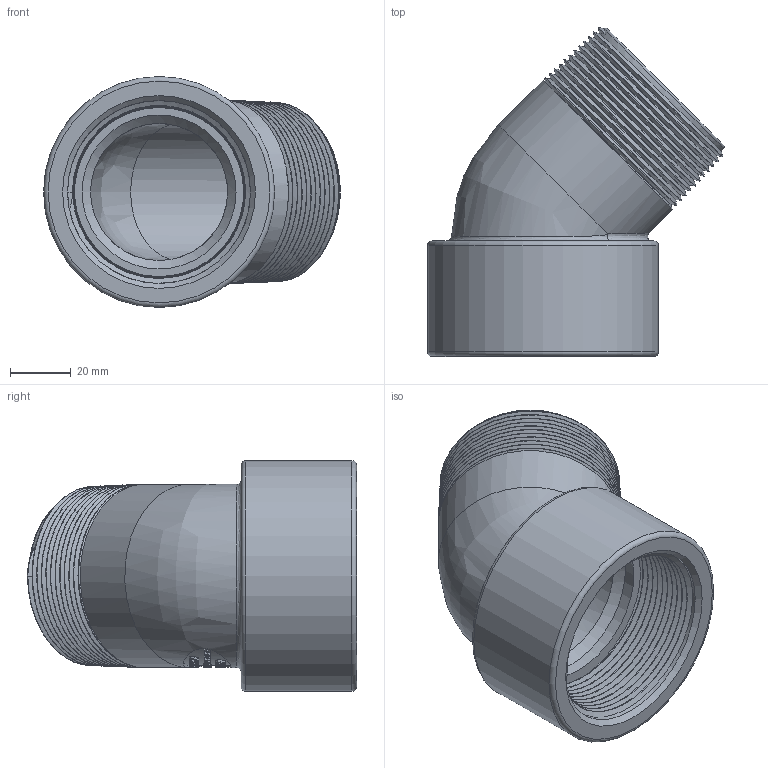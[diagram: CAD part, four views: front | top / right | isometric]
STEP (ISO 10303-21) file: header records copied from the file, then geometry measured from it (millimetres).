
FILE_DESCRIPTION(/* description */ ('2" X 45° STREET ELBOW'),/* implementation_level */ '2;1');
FILE_NAME(/* name */ 'SL200-45.stp',/* time_stamp */ '2013-11-07T08:08:29-05:00',/* author */ ('mclevenger'),/* organization */ (''),/* preprocessor_version */ 'ST-DEVELOPER v15.2',/* originating_system */ 'Autodesk Inventor 2014',/* authorisation */ '');
FILE_SCHEMA (('AUTOMOTIVE_DESIGN { 1 0 10303 214 3 1 1 }'));
Length unit declared in the file: inch
Products named in the file (1): SL200-45
Bounding box: 97.94 x 108.58 x 76.2 mm (x, y, z)
Volume: 161140.3 mm3; surface area: 49310.7 mm2
Topology: 1 solids, 1 shells, 411 faces, 1094 edges, 724 vertices
Faces by surface type: bspline 203, plane 165, cone 29, cylinder 11, torus 3
Full cylindrical faces by diameter (mm): 45.212 x2, 50.8 x1, 60.452 x2, 76.2 x1
Entity records: 20849 total; most frequent: CARTESIAN_POINT 13192, ORIENTED_EDGE 2026, EDGE_CURVE 1013, DIRECTION 748, VERTEX_POINT 678, B_SPLINE_CURVE_WITH_KNOTS 665, EDGE_LOOP 441, ADVANCED_FACE 388
